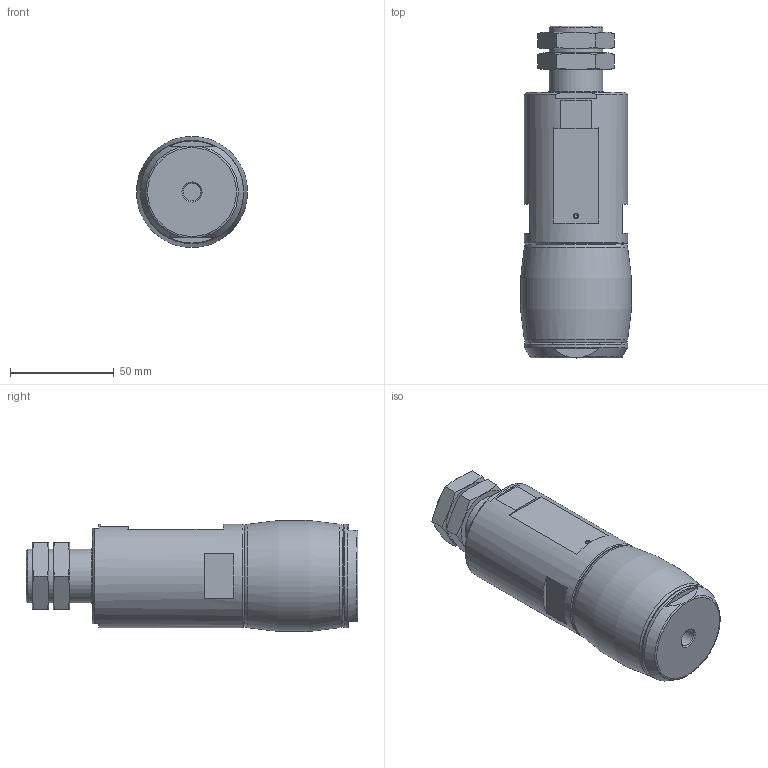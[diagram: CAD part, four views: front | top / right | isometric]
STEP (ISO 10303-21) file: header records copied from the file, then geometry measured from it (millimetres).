
FILE_DESCRIPTION(/* description */ ('STEP AP214'),/* implementation_level */ '2;1');
FILE_NAME(/* name */ '1320807_DHEB-51-E-U-S-L',/* time_stamp */ '2024-08-19T17:19:06+02:00',/* author */ ('License CC BY-ND 4.0'),/* organization */ ('CADENAS'),/* preprocessor_version */ 'ST-DEVELOPER v19.3',/* originating_system */ 'PARTsolutions',/* authorisation */ ' ');
FILE_SCHEMA (('AUTOMOTIVE_DESIGN {1 0 10303 214 3 1 1}'));
Length unit declared in the file: millimetre
Products named in the file (5): 1320807 DHEB-51-E-U-S-L---(AUS); 1356855 DHEB-51-E-U-S-L; 1356806 DHEB-51-E-U-S-L---(AUS); 1448941 DHAS-GB-B14-51-E---(MOD-AUS-U); 337144 VAL-1/4 M26x1.5-8-32
Assembly tree (5 placements, depth 2):
  1320807 DHEB-51-E-U-S-L---(AUS)
    1356855 DHEB-51-E-U-S-L
    1356806 DHEB-51-E-U-S-L---(AUS)
    1448941 DHAS-GB-B14-51-E---(MOD-AUS-U)
    337144 VAL-1/4 M26x1.5-8-32  x2
Bounding box: 53.53 x 160 x 53.53 mm (x, y, z)
Volume: 248465.3 mm3; surface area: 62727.8 mm2
Topology: 5 solids, 5 shells, 102 faces, 218 edges, 138 vertices
Faces by surface type: plane 53, cylinder 21, cone 19, torus 9
Full cylindrical faces by diameter (mm): 2 x1, 2.013 x1, 5 x1, 8 x2, 8.566 x2, 12 x2, 23.5 x3, 24.376 x2, 26 x1, 28 x2, 40 x2, 49.8 x1, 50 x1
Entity records: 2262 total; most frequent: CARTESIAN_POINT 440, DIRECTION 371, ORIENTED_EDGE 264, AXIS2_PLACEMENT_3D 169, FACE_BOUND 152, EDGE_LOOP 150, EDGE_CURVE 132, VERTEX_POINT 108
